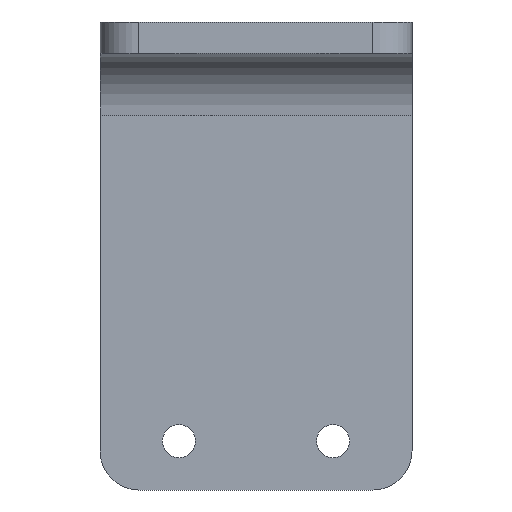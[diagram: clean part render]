
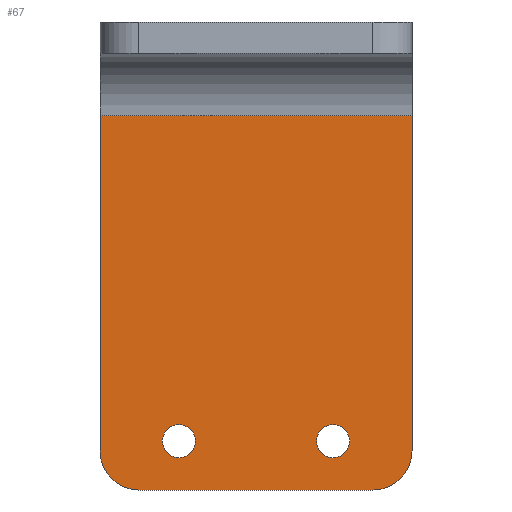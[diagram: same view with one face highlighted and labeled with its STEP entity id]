
A CAD part, front view. The second image highlights one B-rep face of the part: STEP entity #67.
In plain terms, the highlighted planar face has unit normal (0, -1, 0).
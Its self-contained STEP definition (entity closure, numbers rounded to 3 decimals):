
#44=FACE_BOUND('',#103,.T.);
#45=FACE_BOUND('',#104,.T.);
#46=FACE_BOUND('',#105,.T.);
#67=ADVANCED_FACE('',(#44,#45,#46),#85,.T.);
#85=PLANE('',#374);
#103=EDGE_LOOP('',(#170));
#104=EDGE_LOOP('',(#171));
#105=EDGE_LOOP('',(#172,#173,#174,#175,#176,#177));
#134=CIRCLE('',#370,4.25);
#135=CIRCLE('',#371,4.25);
#136=CIRCLE('',#372,10.);
#137=CIRCLE('',#373,10.);
#170=ORIENTED_EDGE('',*,*,#290,.F.);
#171=ORIENTED_EDGE('',*,*,#291,.F.);
#172=ORIENTED_EDGE('',*,*,#276,.T.);
#173=ORIENTED_EDGE('',*,*,#292,.T.);
#174=ORIENTED_EDGE('',*,*,#278,.T.);
#175=ORIENTED_EDGE('',*,*,#293,.T.);
#176=ORIENTED_EDGE('',*,*,#286,.T.);
#177=ORIENTED_EDGE('',*,*,#294,.T.);
#244=VERTEX_POINT('',#516);
#245=VERTEX_POINT('',#518);
#246=VERTEX_POINT('',#522);
#247=VERTEX_POINT('',#523);
#254=VERTEX_POINT('',#538);
#255=VERTEX_POINT('',#540);
#258=VERTEX_POINT('',#548);
#259=VERTEX_POINT('',#550);
#276=EDGE_CURVE('',#245,#244,#319,.T.);
#278=EDGE_CURVE('',#246,#247,#320,.T.);
#286=EDGE_CURVE('',#255,#254,#327,.T.);
#290=EDGE_CURVE('',#258,#258,#134,.T.);
#291=EDGE_CURVE('',#259,#259,#135,.T.);
#292=EDGE_CURVE('',#244,#246,#136,.T.);
#293=EDGE_CURVE('',#247,#255,#137,.T.);
#294=EDGE_CURVE('',#254,#245,#330,.T.);
#319=LINE('',#517,#343);
#320=LINE('',#521,#344);
#327=LINE('',#539,#351);
#330=LINE('',#553,#354);
#343=VECTOR('',#410,1.);
#344=VECTOR('',#415,1.);
#351=VECTOR('',#426,1.);
#354=VECTOR('',#441,1.);
#370=AXIS2_PLACEMENT_3D('',#547,#433,#434);
#371=AXIS2_PLACEMENT_3D('',#549,#435,#436);
#372=AXIS2_PLACEMENT_3D('',#551,#437,#438);
#373=AXIS2_PLACEMENT_3D('',#552,#439,#440);
#374=AXIS2_PLACEMENT_3D('',#554,#442,#443);
#410=DIRECTION('',(0.,0.,-1.));
#415=DIRECTION('',(1.,0.,0.));
#426=DIRECTION('',(0.,0.,1.));
#433=DIRECTION('',(0.,-1.,0.));
#434=DIRECTION('',(1.,0.,0.));
#435=DIRECTION('',(0.,-1.,0.));
#436=DIRECTION('',(1.,0.,0.));
#437=DIRECTION('',(0.,-1.,0.));
#438=DIRECTION('',(0.,0.,-1.));
#439=DIRECTION('',(0.,-1.,0.));
#440=DIRECTION('',(0.,0.,-1.));
#441=DIRECTION('',(-1.,0.,0.));
#442=DIRECTION('',(0.,-1.,0.));
#443=DIRECTION('',(0.,0.,-1.));
#516=CARTESIAN_POINT('',(72.5,-8.,25.));
#517=CARTESIAN_POINT('',(72.5,-8.,135.));
#518=CARTESIAN_POINT('',(72.5,-8.,111.));
#521=CARTESIAN_POINT('',(72.5,-8.,15.));
#522=CARTESIAN_POINT('',(82.5,-8.,15.));
#523=CARTESIAN_POINT('',(142.5,-8.,15.));
#538=CARTESIAN_POINT('',(152.5,-8.,111.));
#539=CARTESIAN_POINT('',(152.5,-8.,15.));
#540=CARTESIAN_POINT('',(152.5,-8.,25.));
#547=CARTESIAN_POINT('',(132.25,-8.,27.5));
#548=CARTESIAN_POINT('',(136.5,-8.,27.5));
#549=CARTESIAN_POINT('',(92.75,-8.,27.5));
#550=CARTESIAN_POINT('',(97.,-8.,27.5));
#551=CARTESIAN_POINT('',(82.5,-8.,25.));
#552=CARTESIAN_POINT('',(142.5,-8.,25.));
#553=CARTESIAN_POINT('',(152.5,-8.,111.));
#554=CARTESIAN_POINT('',(0.,-8.,0.));
